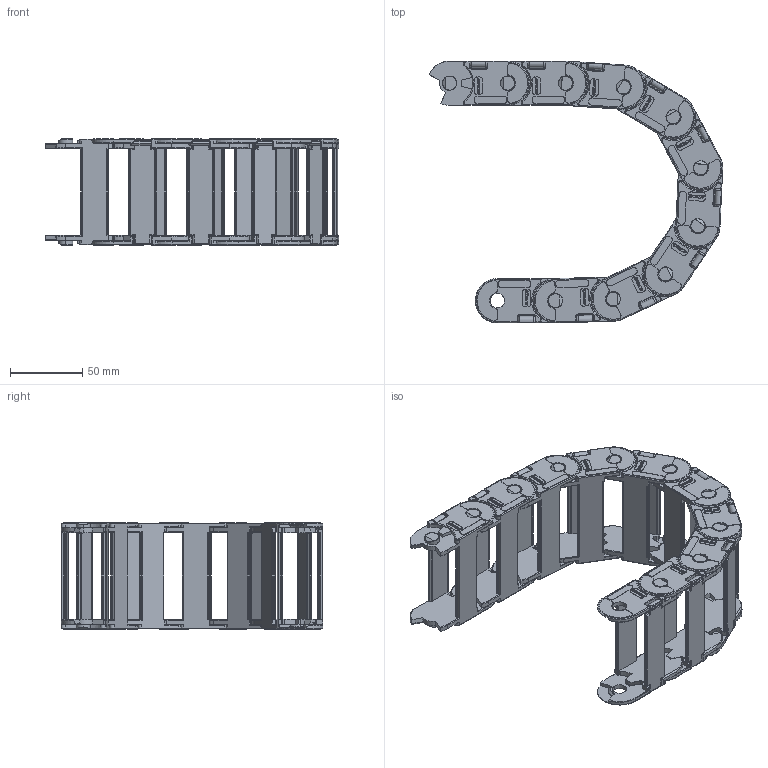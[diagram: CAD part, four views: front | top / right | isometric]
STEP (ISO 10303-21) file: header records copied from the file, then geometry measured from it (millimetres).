
FILE_DESCRIPTION (( 'STEP AP214' ), '1' );
FILE_NAME ('CK24-B060-R075.STEP', '2019-09-10T11:19:12', ( '' ), ( '' ), 'SwSTEP 2.0', 'SolidWorks 2017', '' );
FILE_SCHEMA (( 'AUTOMOTIVE_DESIGN' ));
Length unit declared in the file: millimetre
Products named in the file (2): CK24-B060-R075; CK24 B 48
Assembly tree (10 placements, depth 2):
  CK24-B060-R075
    CK24 B 48  x10
Bounding box: 202.46 x 180.5 x 73.5 mm (x, y, z)
Volume: 203743.8 mm3; surface area: 147380.1 mm2
Topology: 20 solids, 20 shells, 5260 faces, 14080 edges, 9120 vertices
Faces by surface type: plane 2440, cylinder 2290, torus 370, bspline 70, sphere 50, cone 40
Entity records: 18777 total; most frequent: CARTESIAN_POINT 5897, ORIENTED_EDGE 2814, DIRECTION 2448, EDGE_CURVE 1407, VERTEX_POINT 912, LINE 828, VECTOR 828, AXIS2_PLACEMENT_3D 810
